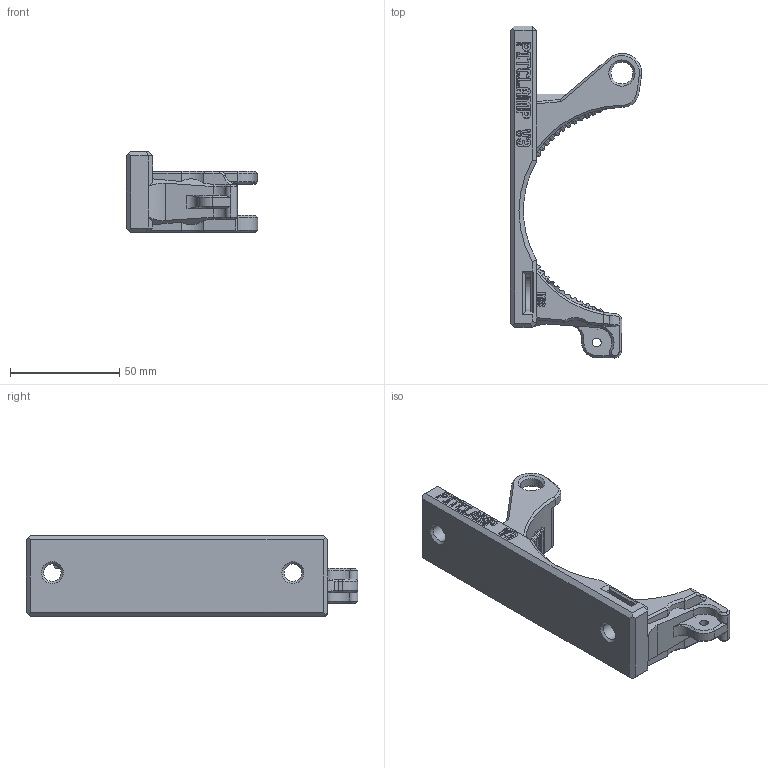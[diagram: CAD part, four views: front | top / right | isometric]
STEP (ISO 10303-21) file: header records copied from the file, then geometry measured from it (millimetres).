
FILE_DESCRIPTION(/* description */ (''),/* implementation_level */ '2;1');
FILE_NAME(/* name */ 'PitClamp_v3_Ring_Base_M8.step',/* time_stamp */ '2024-03-25T11:28:45-04:00',/* author */ (''),/* organization */ (''),/* preprocessor_version */ 'ST-DEVELOPER v20',/* originating_system */ 'Autodesk Translation Framework v12.20.1.177',/* authorisation */ '');
FILE_SCHEMA (('AUTOMOTIVE_DESIGN { 1 0 10303 214 3 1 1 }'));
Products named in the file (1): PitClamp v3 RELEASE FILES
Bounding box: 60 x 151.73 x 37 mm (x, y, z)
Volume: 80849.6 mm3; surface area: 23243.6 mm2
Topology: 1 solids, 1 shells, 724 faces, 1881 edges, 1176 vertices
Faces by surface type: plane 419, cylinder 150, bspline 84, cone 71
Full cylindrical faces by diameter (mm): 4 x1, 8 x2, 10 x2, 13 x1
Entity records: 43485 total; most frequent: CARTESIAN_POINT 27041, ORIENTED_EDGE 3762, DIRECTION 2821, EDGE_CURVE 1881, VERTEX_POINT 1176, LINE 1093, VECTOR 1093, AXIS2_PLACEMENT_3D 864
